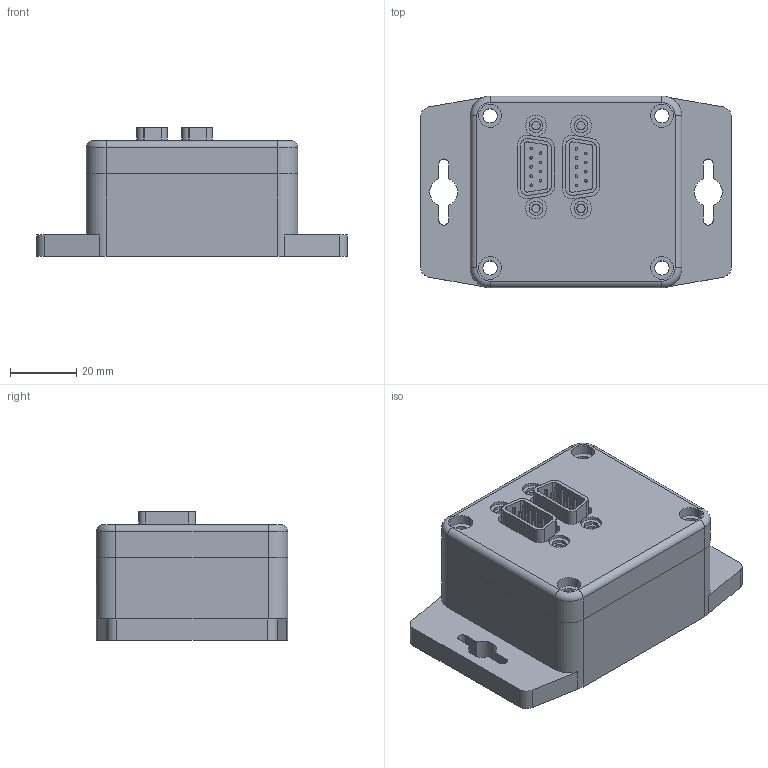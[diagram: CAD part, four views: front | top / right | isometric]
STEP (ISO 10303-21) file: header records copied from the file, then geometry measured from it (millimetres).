
FILE_DESCRIPTION (( 'STEP AP214' ), '1' );
FILE_NAME ('枟蝂鼏鍎殣禬WS16.STEP', '2019-11-14T23:31:08', ( '' ), ( '' ), 'SwSTEP 2.0', 'SolidWorks 2018', '' );
FILE_SCHEMA (( 'AUTOMOTIVE_DESIGN' ));
Length unit declared in the file: millimetre
Products named in the file (1): 枟蝂鼏鍎殣禬WS16
Bounding box: 94 x 58 x 39 mm (x, y, z)
Volume: 64473.2 mm3; surface area: 38957.8 mm2
Topology: 4 solids, 4 shells, 453 faces, 1147 edges, 762 vertices
Faces by surface type: cylinder 269, plane 180, torus 4
Entity records: 18987 total; most frequent: DIRECTION 2601, CARTESIAN_POINT 2363, ORIENTED_EDGE 2294, EDGE_CURVE 1147, AXIS2_PLACEMENT_3D 1000, VERTEX_POINT 762, VECTOR 601, LINE 601
